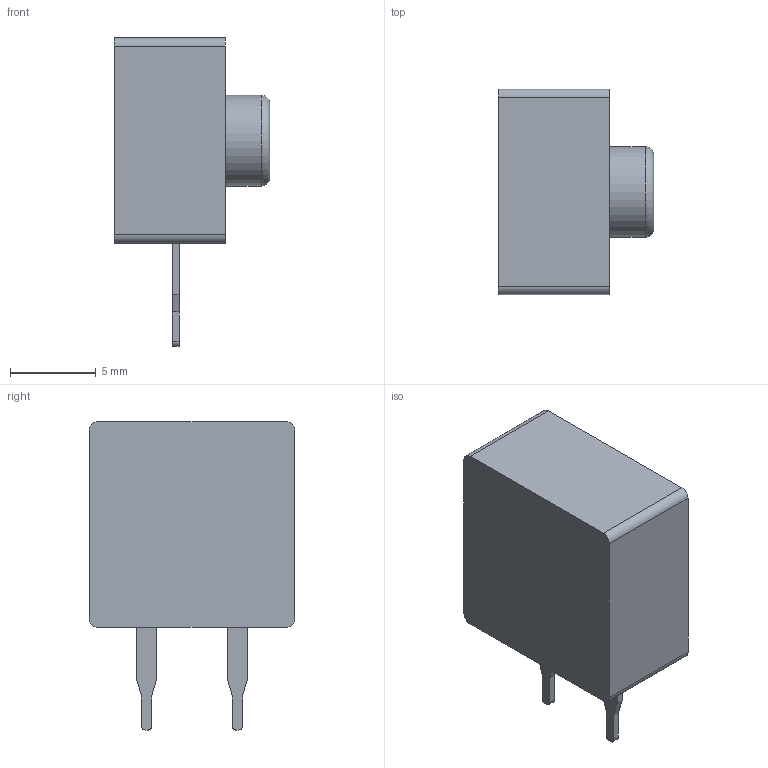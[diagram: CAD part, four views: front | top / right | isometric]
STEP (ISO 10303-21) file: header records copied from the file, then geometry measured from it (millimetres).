
FILE_DESCRIPTION(('FreeCAD Model'),'2;1');
FILE_NAME( 'SW_spdt.step', '2016-02-04T23:25:50',(''),(''),'Open CASCADE STEP processor 6.8', 'FreeCAD','Unknown');
FILE_SCHEMA(('AUTOMOTIVE_DESIGN_CC2 { 1 2 10303 214 -1 1 5 4 }'));
Length unit declared in the file: millimetre
Products named in the file (2): ASSEMBLY; Fusion
Assembly tree (1 placements, depth 2):
  ASSEMBLY
    Fusion
Bounding box: 9.1 x 12 x 18 mm (x, y, z)
Volume: 995.6 mm3; surface area: 665.3 mm2
Topology: 1 solids, 1 shells, 35 faces, 89 edges, 59 vertices
Faces by surface type: plane 25, cylinder 9, torus 1
Full cylindrical faces by diameter (mm): 5.3 x1
Entity records: 2529 total; most frequent: CARTESIAN_POINT 449, DIRECTION 345, LINE 227, VECTOR 227, ORIENTED_EDGE 178, PCURVE 178, DEFINITIONAL_REPRESENTATION 178, EDGE_CURVE 89
